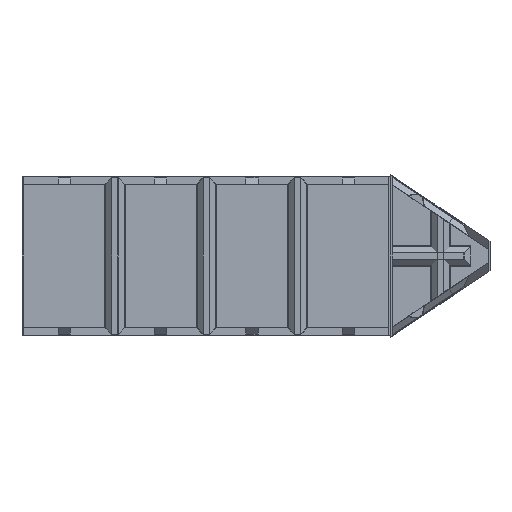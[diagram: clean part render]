
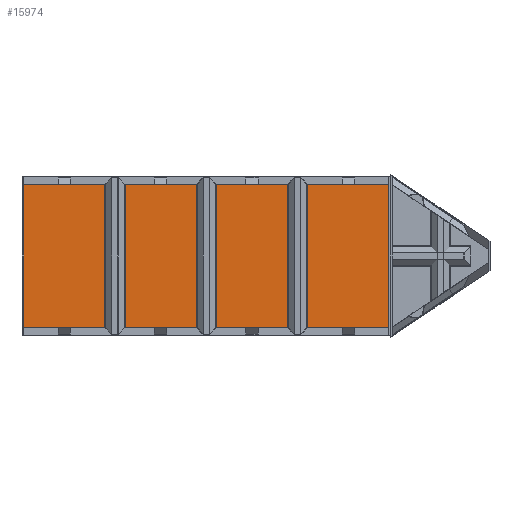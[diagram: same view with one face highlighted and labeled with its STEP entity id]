
A CAD part, front view. The second image highlights one B-rep face of the part: STEP entity #15974.
In plain terms, the highlighted planar face has unit normal (0, -1, 0).
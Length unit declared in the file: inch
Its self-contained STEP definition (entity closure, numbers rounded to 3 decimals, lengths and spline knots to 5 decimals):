
#321 = LINE ( 'NONE', #5670, #9284 ) ;
#730 = ORIENTED_EDGE ( 'NONE', *, *, #9678, .F. ) ;
#884 = EDGE_LOOP ( 'NONE', ( #12522, #9615, #730, #6230 ) ) ;
#1402 = LINE ( 'NONE', #3941, #3409 ) ;
#1408 = EDGE_CURVE ( 'NONE', #3378, #5171, #14378, .T. ) ;
#2478 = LINE ( 'NONE', #2659, #13516 ) ;
#2659 = CARTESIAN_POINT ( 'NONE',  ( 0., -0.25, -11.65 ) ) ;
#2699 = VERTEX_POINT ( 'NONE', #3224 ) ;
#3224 = CARTESIAN_POINT ( 'NONE',  ( -29.75, -0.25, -11.65 ) ) ;
#3378 = VERTEX_POINT ( 'NONE', #10312 ) ;
#3409 = VECTOR ( 'NONE', #17302, 39.37008 ) ;
#3784 = CARTESIAN_POINT ( 'NONE',  ( 0., -0.25, 11.65 ) ) ;
#3941 = CARTESIAN_POINT ( 'NONE',  ( -29.75, -0.25, 0. ) ) ;
#5171 = VERTEX_POINT ( 'NONE', #15469 ) ;
#5284 = DIRECTION ( 'NONE',  ( 1., 0., 0. ) ) ;
#5670 = CARTESIAN_POINT ( 'NONE',  ( 29.75, -0.25, 0. ) ) ;
#6230 = ORIENTED_EDGE ( 'NONE', *, *, #13633, .F. ) ;
#6267 = DIRECTION ( 'NONE',  ( 0., -1., 0. ) ) ;
#8844 = CARTESIAN_POINT ( 'NONE',  ( 0., -0.25, 0. ) ) ;
#9284 = VECTOR ( 'NONE', #16466, 39.37008 ) ;
#9615 = ORIENTED_EDGE ( 'NONE', *, *, #1408, .F. ) ;
#9678 = EDGE_CURVE ( 'NONE', #2699, #3378, #1402, .T. ) ;
#10004 = VERTEX_POINT ( 'NONE', #16917 ) ;
#10209 = VECTOR ( 'NONE', #5284, 39.37008 ) ;
#10312 = CARTESIAN_POINT ( 'NONE',  ( -29.75, -0.25, 11.65 ) ) ;
#11381 = PLANE ( 'NONE',  #14652 ) ;
#12179 = DIRECTION ( 'NONE',  ( -1., 0., 0. ) ) ;
#12522 = ORIENTED_EDGE ( 'NONE', *, *, #15622, .F. ) ;
#13516 = VECTOR ( 'NONE', #12179, 39.37008 ) ;
#13633 = EDGE_CURVE ( 'NONE', #10004, #2699, #2478, .T. ) ;
#14208 = DIRECTION ( 'NONE',  ( 0., 0., -1. ) ) ;
#14378 = LINE ( 'NONE', #3784, #10209 ) ;
#14652 = AXIS2_PLACEMENT_3D ( 'NONE', #8844, #6267, #14208 ) ;
#15469 = CARTESIAN_POINT ( 'NONE',  ( 29.75, -0.25, 11.65 ) ) ;
#15622 = EDGE_CURVE ( 'NONE', #5171, #10004, #321, .T. ) ;
#15713 = FACE_OUTER_BOUND ( 'NONE', #884, .T. ) ;
#15974 = ADVANCED_FACE ( 'NONE', ( #15713 ), #11381, .T. ) ;
#16466 = DIRECTION ( 'NONE',  ( 0., 0., -1. ) ) ;
#16917 = CARTESIAN_POINT ( 'NONE',  ( 29.75, -0.25, -11.65 ) ) ;
#17302 = DIRECTION ( 'NONE',  ( 0., 0., 1. ) ) ;
